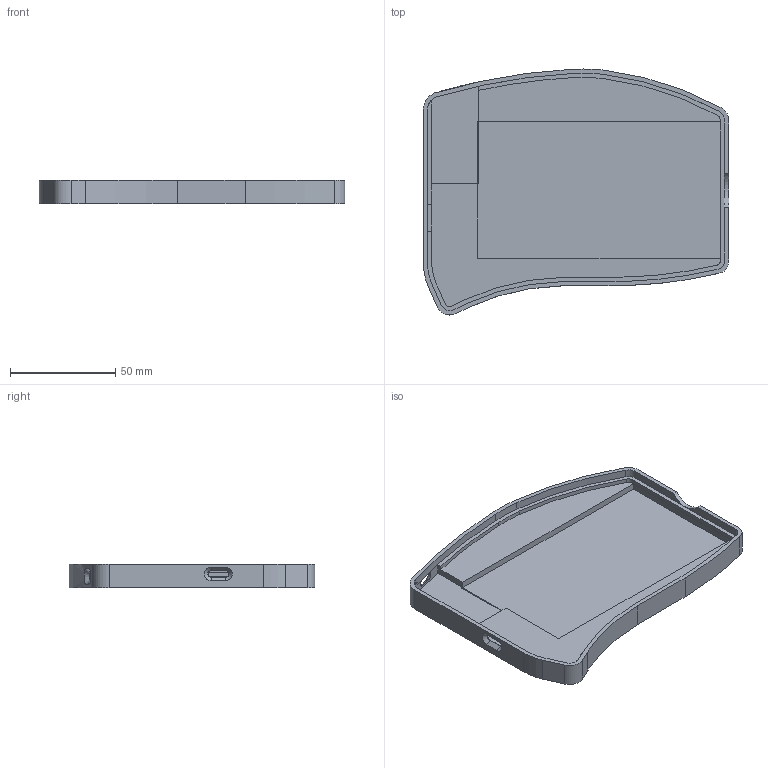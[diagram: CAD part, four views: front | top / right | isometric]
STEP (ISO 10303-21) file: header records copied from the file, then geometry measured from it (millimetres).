
FILE_DESCRIPTION(('FreeCAD Model'),'2;1');
FILE_NAME('Open CASCADE Shape Model','2022-08-15T06:59:10',('Author'),( ''),'Open CASCADE STEP processor 7.5','FreeCAD','Unknown');
FILE_SCHEMA(('AUTOMOTIVE_DESIGN { 1 0 10303 214 1 1 1 1 }'));
Length unit declared in the file: millimetre
Products named in the file (1): Body_Exterior
Bounding box: 144.8 x 116.66 x 11 mm (x, y, z)
Volume: 54160 mm3; surface area: 37672.7 mm2
Topology: 1 solids, 1 shells, 98 faces, 259 edges, 170 vertices
Faces by surface type: plane 56, cylinder 38, cone 4
Full cylindrical faces by diameter (mm): 8.8 x8
Entity records: 3438 total; most frequent: CARTESIAN_POINT 891, DIRECTION 546, ORIENTED_EDGE 518, EDGE_CURVE 259, AXIS2_PLACEMENT_3D 191, VERTEX_POINT 170, LINE 164, VECTOR 164
